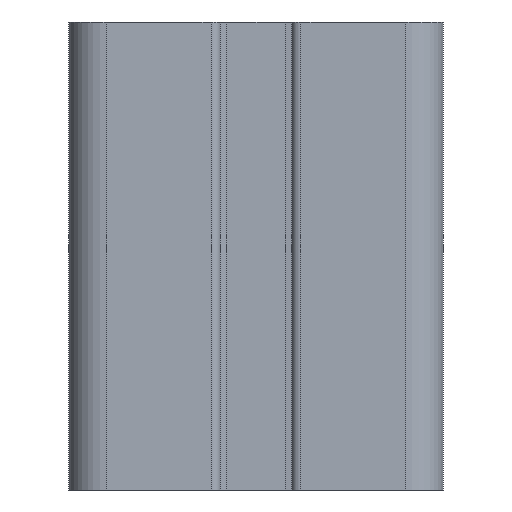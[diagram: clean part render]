
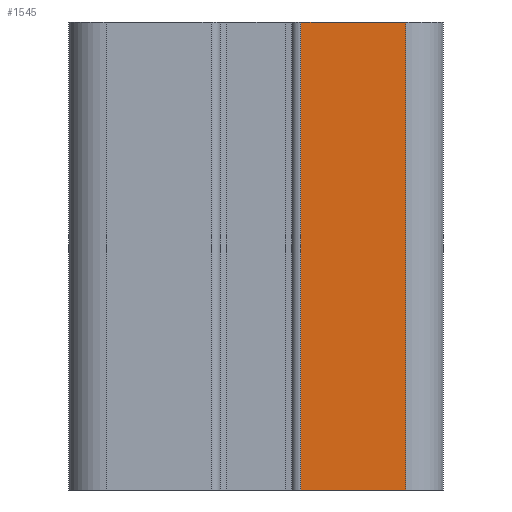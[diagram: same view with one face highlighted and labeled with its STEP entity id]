
A CAD part, front view. The second image highlights one B-rep face of the part: STEP entity #1545.
In plain terms, the highlighted planar face has unit normal (0, -1, 0).
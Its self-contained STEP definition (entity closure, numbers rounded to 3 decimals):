
#158 = VERTEX_POINT ( 'NONE', #2341 ) ;
#206 = VECTOR ( 'NONE', #3016, 1000. ) ;
#228 = ORIENTED_EDGE ( 'NONE', *, *, #1002, .F. ) ;
#309 = EDGE_CURVE ( 'NONE', #638, #158, #1892, .T. ) ;
#329 = CARTESIAN_POINT ( 'NONE',  ( 16., -20., -50. ) ) ;
#394 = LINE ( 'NONE', #3228, #3609 ) ;
#495 = CARTESIAN_POINT ( 'NONE',  ( 0., -20., -50. ) ) ;
#598 = EDGE_LOOP ( 'NONE', ( #1189, #228, #3189, #1361 ) ) ;
#638 = VERTEX_POINT ( 'NONE', #2604 ) ;
#936 = LINE ( 'NONE', #2136, #1519 ) ;
#1002 = EDGE_CURVE ( 'NONE', #1561, #158, #394, .T. ) ;
#1189 = ORIENTED_EDGE ( 'NONE', *, *, #309, .T. ) ;
#1361 = ORIENTED_EDGE ( 'NONE', *, *, #2070, .T. ) ;
#1377 = DIRECTION ( 'NONE',  ( -1., 0., 0. ) ) ;
#1440 = VECTOR ( 'NONE', #2491, 1000. ) ;
#1519 = VECTOR ( 'NONE', #3208, 1000. ) ;
#1545 = ADVANCED_FACE ( 'NONE', ( #2494 ), #1911, .F. ) ;
#1561 = VERTEX_POINT ( 'NONE', #3592 ) ;
#1574 = LINE ( 'NONE', #495, #1440 ) ;
#1820 = AXIS2_PLACEMENT_3D ( 'NONE', #2449, #3077, #1377 ) ;
#1892 = LINE ( 'NONE', #3076, #206 ) ;
#1911 = PLANE ( 'NONE',  #1820 ) ;
#2070 = EDGE_CURVE ( 'NONE', #2325, #638, #936, .T. ) ;
#2136 = CARTESIAN_POINT ( 'NONE',  ( 16., -20., -50. ) ) ;
#2325 = VERTEX_POINT ( 'NONE', #329 ) ;
#2341 = CARTESIAN_POINT ( 'NONE',  ( 4.8, -20., 0. ) ) ;
#2449 = CARTESIAN_POINT ( 'NONE',  ( 0., -20., -50. ) ) ;
#2491 = DIRECTION ( 'NONE',  ( -1., 0., 0. ) ) ;
#2494 = FACE_OUTER_BOUND ( 'NONE', #598, .T. ) ;
#2555 = EDGE_CURVE ( 'NONE', #2325, #1561, #1574, .T. ) ;
#2604 = CARTESIAN_POINT ( 'NONE',  ( 16., -20., 0. ) ) ;
#3016 = DIRECTION ( 'NONE',  ( -1., 0., 0. ) ) ;
#3076 = CARTESIAN_POINT ( 'NONE',  ( 0., -20., 0. ) ) ;
#3077 = DIRECTION ( 'NONE',  ( 0., 1., 0. ) ) ;
#3189 = ORIENTED_EDGE ( 'NONE', *, *, #2555, .F. ) ;
#3208 = DIRECTION ( 'NONE',  ( 0., 0., 1. ) ) ;
#3228 = CARTESIAN_POINT ( 'NONE',  ( 4.8, -20., -50. ) ) ;
#3509 = DIRECTION ( 'NONE',  ( 0., 0., 1. ) ) ;
#3592 = CARTESIAN_POINT ( 'NONE',  ( 4.8, -20., -50. ) ) ;
#3609 = VECTOR ( 'NONE', #3509, 1000. ) ;
